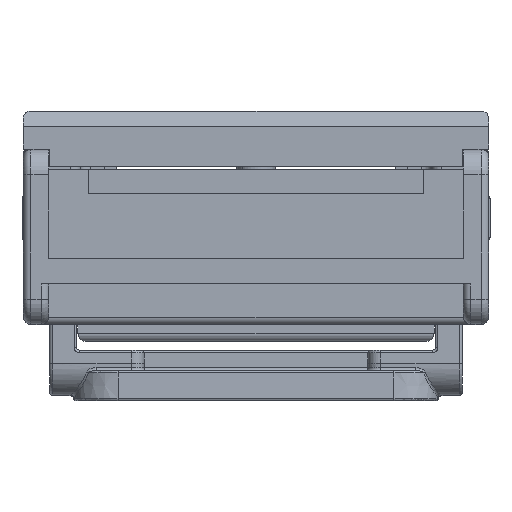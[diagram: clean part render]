
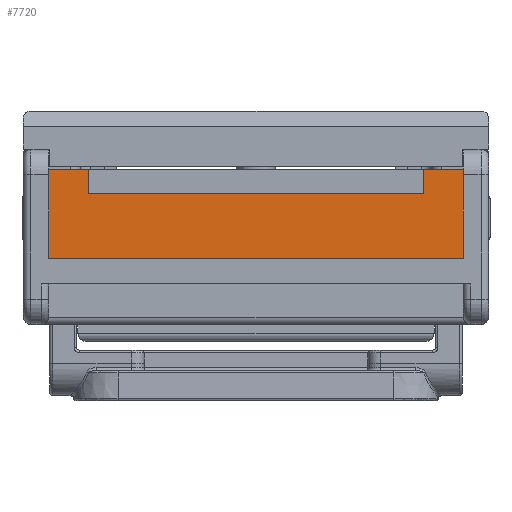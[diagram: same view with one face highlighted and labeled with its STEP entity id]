
A CAD part, front view. The second image highlights one B-rep face of the part: STEP entity #7720.
In plain terms, the highlighted planar face has unit normal (0, -1, 0).
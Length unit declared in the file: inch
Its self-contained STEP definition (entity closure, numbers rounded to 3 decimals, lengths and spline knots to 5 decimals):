
#79 = EDGE_CURVE ( 'NONE', #3265, #17943, #21921, .T. ) ;
#730 = EDGE_CURVE ( 'NONE', #13596, #16169, #23246, .T. ) ;
#1576 = CARTESIAN_POINT ( 'NONE',  ( 0.32087, 0.48031, 0.10236 ) ) ;
#1658 = CARTESIAN_POINT ( 'NONE',  ( 0.32087, 0.48031, 0.24016 ) ) ;
#1961 = DIRECTION ( 'NONE',  ( -1., 0., 0. ) ) ;
#1968 = CARTESIAN_POINT ( 'NONE',  ( 0.25984, 0.48031, -0.31842 ) ) ;
#2363 = DIRECTION ( 'NONE',  ( 1., 0., 0. ) ) ;
#2988 = ORIENTED_EDGE ( 'NONE', *, *, #14821, .F. ) ;
#3253 = VECTOR ( 'NONE', #30951, 39.37008 ) ;
#3257 = VERTEX_POINT ( 'NONE', #21232 ) ;
#3265 = VERTEX_POINT ( 'NONE', #1576 ) ;
#3581 = ORIENTED_EDGE ( 'NONE', *, *, #20342, .F. ) ;
#6040 = CARTESIAN_POINT ( 'NONE',  ( 0.3376, 0.48031, 0.24016 ) ) ;
#6249 = EDGE_CURVE ( 'NONE', #14933, #17943, #17648, .T. ) ;
#6847 = LINE ( 'NONE', #24376, #9914 ) ;
#7602 = CARTESIAN_POINT ( 'NONE',  ( 0.3376, 0.48031, 0.24016 ) ) ;
#7720 = ADVANCED_FACE ( 'NONE', ( #10160 ), #22170, .F. ) ;
#8358 = LINE ( 'NONE', #18721, #3253 ) ;
#9130 = VECTOR ( 'NONE', #22370, 39.37008 ) ;
#9515 = VERTEX_POINT ( 'NONE', #13515 ) ;
#9688 = CARTESIAN_POINT ( 'NONE',  ( -0.32087, 0.48031, 0.10236 ) ) ;
#9914 = VECTOR ( 'NONE', #26499, 39.37008 ) ;
#10160 = FACE_OUTER_BOUND ( 'NONE', #29097, .T. ) ;
#11065 = EDGE_CURVE ( 'NONE', #9515, #16169, #26852, .T. ) ;
#12028 = ORIENTED_EDGE ( 'NONE', *, *, #79, .T. ) ;
#12031 = ORIENTED_EDGE ( 'NONE', *, *, #28896, .F. ) ;
#12982 = CARTESIAN_POINT ( 'NONE',  ( -0.32087, 0.48031, 0.24016 ) ) ;
#13414 = ORIENTED_EDGE ( 'NONE', *, *, #28455, .F. ) ;
#13446 = CARTESIAN_POINT ( 'NONE',  ( -0.32087, 0.48031, 0.10236 ) ) ;
#13515 = CARTESIAN_POINT ( 'NONE',  ( -0.25984, 0.48031, 0.20276 ) ) ;
#13596 = VERTEX_POINT ( 'NONE', #12982 ) ;
#14128 = DIRECTION ( 'NONE',  ( 0., 0., 1. ) ) ;
#14821 = EDGE_CURVE ( 'NONE', #3257, #14933, #32053, .T. ) ;
#14854 = ORIENTED_EDGE ( 'NONE', *, *, #6249, .F. ) ;
#14933 = VERTEX_POINT ( 'NONE', #18332 ) ;
#15218 = VECTOR ( 'NONE', #14128, 39.37008 ) ;
#16169 = VERTEX_POINT ( 'NONE', #22734 ) ;
#16547 = ORIENTED_EDGE ( 'NONE', *, *, #730, .F. ) ;
#17264 = DIRECTION ( 'NONE',  ( 0., 0., 1. ) ) ;
#17370 = ORIENTED_EDGE ( 'NONE', *, *, #11065, .T. ) ;
#17648 = LINE ( 'NONE', #7602, #9130 ) ;
#17943 = VERTEX_POINT ( 'NONE', #1658 ) ;
#18332 = CARTESIAN_POINT ( 'NONE',  ( 0.25984, 0.48031, 0.24016 ) ) ;
#18721 = CARTESIAN_POINT ( 'NONE',  ( 0.06693, 0.48031, 0.20276 ) ) ;
#19009 = LINE ( 'NONE', #21133, #32154 ) ;
#19562 = DIRECTION ( 'NONE',  ( 0., 1., 0. ) ) ;
#19661 = DIRECTION ( 'NONE',  ( 0., 0., 1. ) ) ;
#20342 = EDGE_CURVE ( 'NONE', #3265, #21190, #19009, .T. ) ;
#21133 = CARTESIAN_POINT ( 'NONE',  ( -0.32087, 0.48031, 0.10236 ) ) ;
#21190 = VERTEX_POINT ( 'NONE', #13446 ) ;
#21232 = CARTESIAN_POINT ( 'NONE',  ( 0.25984, 0.48031, 0.20276 ) ) ;
#21921 = LINE ( 'NONE', #24685, #15218 ) ;
#22170 = PLANE ( 'NONE',  #27833 ) ;
#22370 = DIRECTION ( 'NONE',  ( 1., 0., 0. ) ) ;
#22734 = CARTESIAN_POINT ( 'NONE',  ( -0.25984, 0.48031, 0.24016 ) ) ;
#23091 = DIRECTION ( 'NONE',  ( 1., 0., 0. ) ) ;
#23246 = LINE ( 'NONE', #6040, #28708 ) ;
#24376 = CARTESIAN_POINT ( 'NONE',  ( -0.32087, 0.48031, 0.10236 ) ) ;
#24685 = CARTESIAN_POINT ( 'NONE',  ( 0.32087, 0.48031, 0.10236 ) ) ;
#25568 = VECTOR ( 'NONE', #17264, 39.37008 ) ;
#26499 = DIRECTION ( 'NONE',  ( 0., 0., 1. ) ) ;
#26852 = LINE ( 'NONE', #31750, #25568 ) ;
#27833 = AXIS2_PLACEMENT_3D ( 'NONE', #9688, #19562, #2363 ) ;
#28455 = EDGE_CURVE ( 'NONE', #9515, #3257, #8358, .T. ) ;
#28708 = VECTOR ( 'NONE', #23091, 39.37008 ) ;
#28896 = EDGE_CURVE ( 'NONE', #21190, #13596, #6847, .T. ) ;
#29097 = EDGE_LOOP ( 'NONE', ( #13414, #17370, #16547, #12031, #3581, #12028, #14854, #2988 ) ) ;
#30588 = VECTOR ( 'NONE', #19661, 39.37008 ) ;
#30951 = DIRECTION ( 'NONE',  ( 1., 0., 0. ) ) ;
#31750 = CARTESIAN_POINT ( 'NONE',  ( -0.25984, 0.48031, -0.31842 ) ) ;
#32053 = LINE ( 'NONE', #1968, #30588 ) ;
#32154 = VECTOR ( 'NONE', #1961, 39.37008 ) ;
